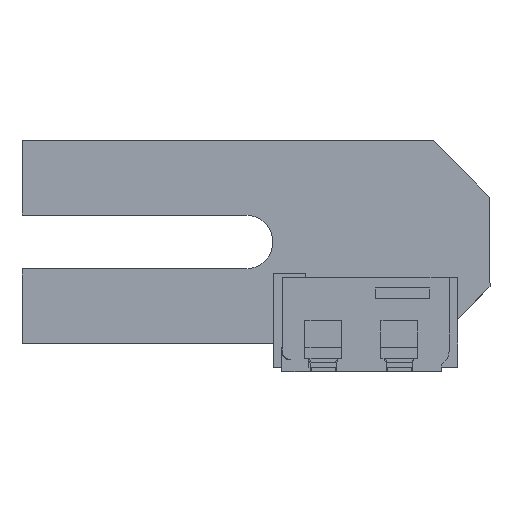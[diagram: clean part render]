
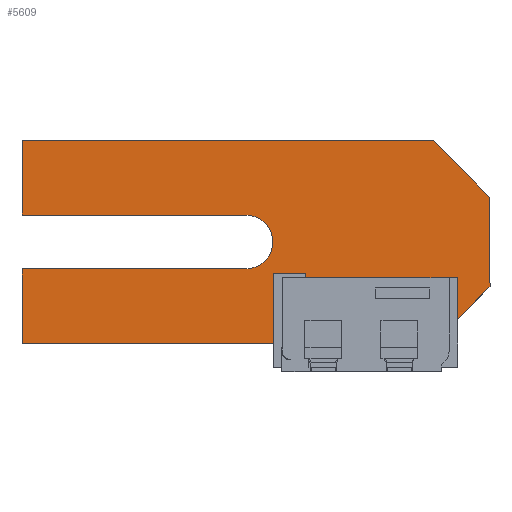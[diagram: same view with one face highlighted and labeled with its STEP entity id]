
A CAD part, top view. The second image highlights one B-rep face of the part: STEP entity #5609.
In plain terms, the highlighted face is planar.
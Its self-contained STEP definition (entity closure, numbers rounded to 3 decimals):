
#312=CIRCLE('',#5972,3.366);
#426=FACE_OUTER_BOUND('',#748,.T.);
#748=EDGE_LOOP('',(#4322,#4323,#4324,#4325,#4326,#4327,#4328,#4329,#4330,
#4331));
#1209=LINE('',#7812,#1860);
#1289=LINE('',#8741,#1940);
#1292=LINE('',#8747,#1943);
#1296=LINE('',#8756,#1947);
#1300=LINE('',#8763,#1951);
#1303=LINE('',#8769,#1954);
#1306=LINE('',#8775,#1957);
#1308=LINE('',#8778,#1959);
#1312=LINE('',#8785,#1963);
#1860=VECTOR('',#6593,1000.);
#1940=VECTOR('',#6675,1000.);
#1943=VECTOR('',#6680,1000.);
#1947=VECTOR('',#6686,1000.);
#1951=VECTOR('',#6692,1000.);
#1954=VECTOR('',#6697,1000.);
#1957=VECTOR('',#6702,1000.);
#1959=VECTOR('',#6706,1000.);
#1963=VECTOR('',#6712,1000.);
#2435=VERTEX_POINT('',#7797);
#2436=VERTEX_POINT('',#7798);
#2441=VERTEX_POINT('',#7809);
#2442=VERTEX_POINT('',#7811);
#2575=VERTEX_POINT('',#8739);
#2576=VERTEX_POINT('',#8743);
#2581=VERTEX_POINT('',#8754);
#2583=VERTEX_POINT('',#8761);
#2585=VERTEX_POINT('',#8767);
#2587=VERTEX_POINT('',#8773);
#3070=EDGE_CURVE('',#2435,#2436,#312,.T.);
#3076=EDGE_CURVE('',#2441,#2442,#1209,.T.);
#3211=EDGE_CURVE('',#2575,#2436,#1289,.T.);
#3214=EDGE_CURVE('',#2435,#2576,#1292,.T.);
#3218=EDGE_CURVE('',#2581,#2575,#1296,.T.);
#3222=EDGE_CURVE('',#2583,#2581,#1300,.T.);
#3225=EDGE_CURVE('',#2585,#2583,#1303,.T.);
#3228=EDGE_CURVE('',#2587,#2585,#1306,.T.);
#3230=EDGE_CURVE('',#2587,#2442,#1308,.T.);
#3234=EDGE_CURVE('',#2441,#2576,#1312,.T.);
#4322=ORIENTED_EDGE('',*,*,#3070,.T.);
#4323=ORIENTED_EDGE('',*,*,#3211,.F.);
#4324=ORIENTED_EDGE('',*,*,#3218,.F.);
#4325=ORIENTED_EDGE('',*,*,#3222,.F.);
#4326=ORIENTED_EDGE('',*,*,#3225,.F.);
#4327=ORIENTED_EDGE('',*,*,#3228,.F.);
#4328=ORIENTED_EDGE('',*,*,#3230,.T.);
#4329=ORIENTED_EDGE('',*,*,#3076,.F.);
#4330=ORIENTED_EDGE('',*,*,#3234,.T.);
#4331=ORIENTED_EDGE('',*,*,#3214,.F.);
#5382=PLANE('',#5983);
#5609=ADVANCED_FACE('',(#426),#5382,.F.);
#5972=AXIS2_PLACEMENT_3D('',#7799,#6583,#6584);
#5983=AXIS2_PLACEMENT_3D('',#8786,#6713,#6714);
#6583=DIRECTION('center_axis',(0.,0.,1.));
#6584=DIRECTION('ref_axis',(0.,-1.,0.));
#6593=DIRECTION('',(0.,-1.,0.));
#6675=DIRECTION('',(0.,-1.,0.));
#6680=DIRECTION('',(0.,1.,0.));
#6686=DIRECTION('',(-1.,0.,0.));
#6692=DIRECTION('',(0.,1.,0.));
#6697=DIRECTION('',(0.707,0.707,0.));
#6702=DIRECTION('',(1.,0.,0.));
#6706=DIRECTION('',(-0.707,0.707,0.));
#6712=DIRECTION('',(1.,0.,0.));
#6713=DIRECTION('center_axis',(0.,0.,1.));
#6714=DIRECTION('ref_axis',(0.,-1.,0.));
#7797=CARTESIAN_POINT('',(-3.548,17.916,-38.99));
#7798=CARTESIAN_POINT('',(3.183,17.916,-38.99));
#7799=CARTESIAN_POINT('Origin',(-0.183,17.916,-38.99));
#7809=CARTESIAN_POINT('',(-12.883,45.856,-38.99));
#7811=CARTESIAN_POINT('',(-12.883,-5.452,-38.99));
#7812=CARTESIAN_POINT('',(-12.883,16.646,-38.99));
#8739=CARTESIAN_POINT('',(3.183,45.856,-38.99));
#8741=CARTESIAN_POINT('',(3.183,16.646,-38.99));
#8743=CARTESIAN_POINT('',(-3.548,45.856,-38.99));
#8747=CARTESIAN_POINT('',(-3.548,16.646,-38.99));
#8754=CARTESIAN_POINT('',(12.517,45.856,-38.99));
#8756=CARTESIAN_POINT('',(-49.874,45.856,-38.99));
#8761=CARTESIAN_POINT('',(12.517,-5.452,-38.99));
#8763=CARTESIAN_POINT('',(12.517,16.646,-38.99));
#8767=CARTESIAN_POINT('',(5.405,-12.564,-38.99));
#8769=CARTESIAN_POINT('',(-7.629,-25.599,-38.99));
#8773=CARTESIAN_POINT('',(-5.771,-12.564,-38.99));
#8775=CARTESIAN_POINT('',(-49.874,-12.564,-38.99));
#8778=CARTESIAN_POINT('',(-42.427,24.092,-38.99));
#8785=CARTESIAN_POINT('',(-49.874,45.856,-38.99));
#8786=CARTESIAN_POINT('Origin',(-49.874,16.646,-38.99));
